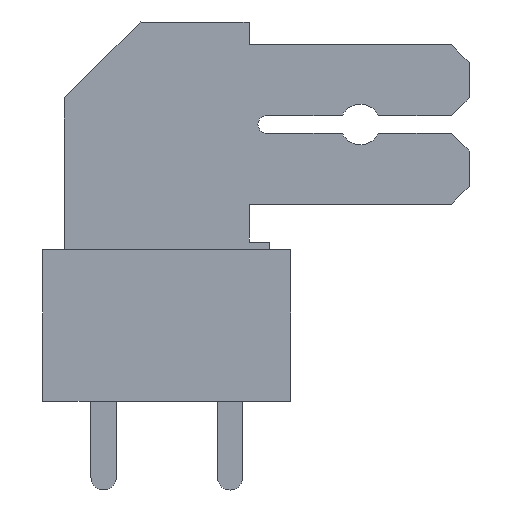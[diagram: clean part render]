
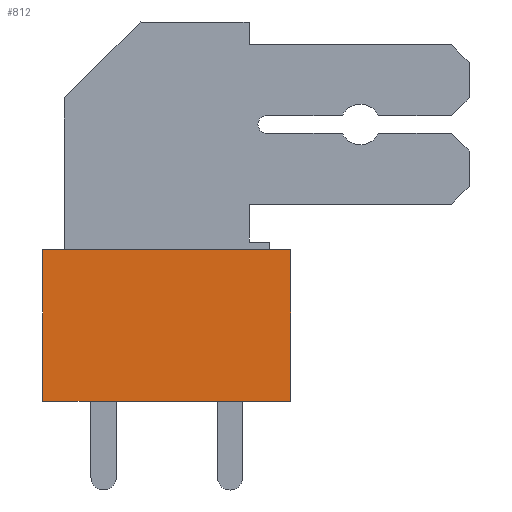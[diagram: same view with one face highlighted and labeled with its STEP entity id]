
A CAD part, left-side view. The second image highlights one B-rep face of the part: STEP entity #812.
In plain terms, the highlighted planar face has unit normal (-1, 0, 0).
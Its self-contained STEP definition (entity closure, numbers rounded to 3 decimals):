
#785=AXIS2_PLACEMENT_3D('Plane Axis2P3D',#782,#783,#784) ;
#49=CARTESIAN_POINT('Vertex',(0.,7.05,3.5)) ;
#52=CARTESIAN_POINT('Line Origine',(0.,11.95,3.5)) ;
#56=CARTESIAN_POINT('Vertex',(0.,16.85,3.5)) ;
#782=CARTESIAN_POINT('Axis2P3D Location',(0.,0.,0.)) ;
#787=CARTESIAN_POINT('Line Origine',(0.,11.95,9.5)) ;
#791=CARTESIAN_POINT('Vertex',(0.,7.05,9.5)) ;
#793=CARTESIAN_POINT('Vertex',(0.,16.85,9.5)) ;
#796=CARTESIAN_POINT('Line Origine',(0.,16.85,6.5)) ;
#801=CARTESIAN_POINT('Line Origine',(0.,7.05,6.5)) ;
#53=DIRECTION('Vector Direction',(0.,1.,0.)) ;
#783=DIRECTION('Axis2P3D Direction',(-1.,0.,0.)) ;
#784=DIRECTION('Axis2P3D XDirection',(0.,0.,1.)) ;
#788=DIRECTION('Vector Direction',(0.,-1.,0.)) ;
#797=DIRECTION('Vector Direction',(0.,0.,1.)) ;
#802=DIRECTION('Vector Direction',(0.,0.,-1.)) ;
#54=VECTOR('Line Direction',#53,1.) ;
#789=VECTOR('Line Direction',#788,1.) ;
#798=VECTOR('Line Direction',#797,1.) ;
#803=VECTOR('Line Direction',#802,1.) ;
#807=ORIENTED_EDGE('',*,*,#795,.T.) ;
#808=ORIENTED_EDGE('',*,*,#800,.T.) ;
#809=ORIENTED_EDGE('',*,*,#58,.T.) ;
#810=ORIENTED_EDGE('',*,*,#805,.T.) ;
#812=ADVANCED_FACE('_PCF 5.00/10/90 3.5 OR 9511490000',(#811),#786,.T.) ;
#58=EDGE_CURVE('',#57,#50,#55,.F.) ;
#795=EDGE_CURVE('',#792,#794,#790,.F.) ;
#800=EDGE_CURVE('',#794,#57,#799,.F.) ;
#805=EDGE_CURVE('',#50,#792,#804,.F.) ;
#806=EDGE_LOOP('',(#807,#808,#809,#810)) ;
#811=FACE_OUTER_BOUND('',#806,.T.) ;
#55=LINE('Line',#52,#54) ;
#790=LINE('Line',#787,#789) ;
#799=LINE('Line',#796,#798) ;
#804=LINE('Line',#801,#803) ;
#786=PLANE('',#785) ;
#50=VERTEX_POINT('',#49) ;
#57=VERTEX_POINT('',#56) ;
#792=VERTEX_POINT('',#791) ;
#794=VERTEX_POINT('',#793) ;
